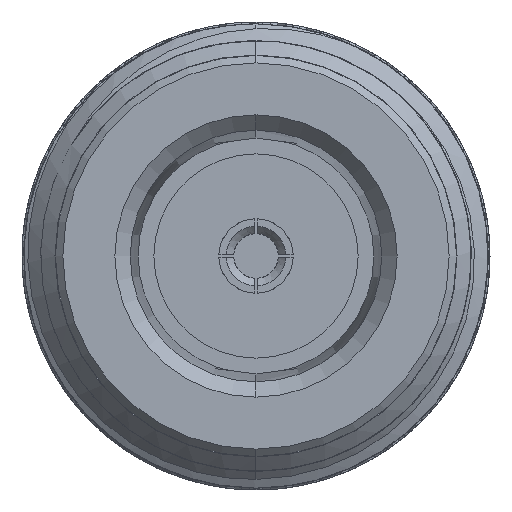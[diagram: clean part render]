
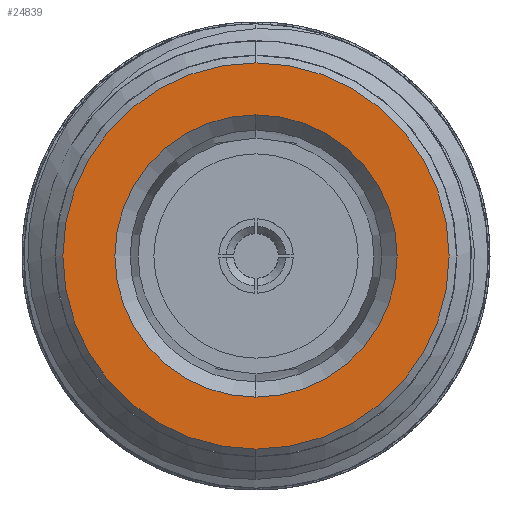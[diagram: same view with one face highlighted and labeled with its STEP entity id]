
A CAD part, left-side view. The second image highlights one B-rep face of the part: STEP entity #24839.
In plain terms, the highlighted planar face has unit normal (-1, 0, 0).
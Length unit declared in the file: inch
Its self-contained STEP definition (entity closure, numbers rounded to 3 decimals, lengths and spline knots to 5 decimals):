
#1993 = VERTEX_POINT ( 'NONE', #141879 ) ;
#3010 = EDGE_CURVE ( 'NONE', #1993, #34537, #29412, .T. ) ;
#3117 = VERTEX_POINT ( 'NONE', #165371 ) ;
#5666 = VERTEX_POINT ( 'NONE', #161399 ) ;
#14451 = DIRECTION ( 'NONE',  ( 0., 0., 1. ) ) ;
#14951 = CARTESIAN_POINT ( 'NONE',  ( 0., 0., 0. ) ) ;
#15694 = DIRECTION ( 'NONE',  ( 1., 0., 0. ) ) ;
#16054 = AXIS2_PLACEMENT_3D ( 'NONE', #19394, #75753, #177894 ) ;
#19394 = CARTESIAN_POINT ( 'NONE',  ( 0., 0., 0. ) ) ;
#24839 = ADVANCED_FACE ( 'NONE', ( #139778, #101838 ), #98709, .T. ) ;
#27413 = DIRECTION ( 'NONE',  ( -1., 0., 0. ) ) ;
#29412 = CIRCLE ( 'NONE', #16054, 0.26 ) ;
#32342 = ORIENTED_EDGE ( 'NONE', *, *, #113282, .T. ) ;
#34537 = VERTEX_POINT ( 'NONE', #60503 ) ;
#52547 = EDGE_CURVE ( 'NONE', #5666, #3117, #170783, .T. ) ;
#60503 = CARTESIAN_POINT ( 'NONE',  ( 0., 0., 0.26 ) ) ;
#62039 = EDGE_CURVE ( 'NONE', #3117, #5666, #84460, .T. ) ;
#67654 = EDGE_LOOP ( 'NONE', ( #154740, #70413 ) ) ;
#70413 = ORIENTED_EDGE ( 'NONE', *, *, #62039, .T. ) ;
#75753 = DIRECTION ( 'NONE',  ( -1., 0., 0. ) ) ;
#84460 = CIRCLE ( 'NONE', #114440, 0.19 ) ;
#85167 = AXIS2_PLACEMENT_3D ( 'NONE', #88858, #15694, #14451 ) ;
#86227 = DIRECTION ( 'NONE',  ( 0., 0., 1. ) ) ;
#88858 = CARTESIAN_POINT ( 'NONE',  ( 0., 0., 0. ) ) ;
#94626 = CIRCLE ( 'NONE', #146700, 0.26 ) ;
#98709 = PLANE ( 'NONE',  #140458 ) ;
#100350 = CARTESIAN_POINT ( 'NONE',  ( 0., 0., 0. ) ) ;
#101838 = FACE_BOUND ( 'NONE', #67654, .T. ) ;
#113282 = EDGE_CURVE ( 'NONE', #34537, #1993, #94626, .T. ) ;
#114440 = AXIS2_PLACEMENT_3D ( 'NONE', #146738, #145520, #161055 ) ;
#134397 = ORIENTED_EDGE ( 'NONE', *, *, #3010, .T. ) ;
#139778 = FACE_OUTER_BOUND ( 'NONE', #178853, .T. ) ;
#140458 = AXIS2_PLACEMENT_3D ( 'NONE', #14951, #27413, #86227 ) ;
#141879 = CARTESIAN_POINT ( 'NONE',  ( 0., 0., -0.26 ) ) ;
#145520 = DIRECTION ( 'NONE',  ( 1., 0., 0. ) ) ;
#146700 = AXIS2_PLACEMENT_3D ( 'NONE', #100350, #171417, #172036 ) ;
#146738 = CARTESIAN_POINT ( 'NONE',  ( 0., 0., 0. ) ) ;
#154740 = ORIENTED_EDGE ( 'NONE', *, *, #52547, .T. ) ;
#161055 = DIRECTION ( 'NONE',  ( 0., 0., 1. ) ) ;
#161399 = CARTESIAN_POINT ( 'NONE',  ( 0., 0., 0.19 ) ) ;
#165371 = CARTESIAN_POINT ( 'NONE',  ( 0., 0., -0.19 ) ) ;
#170783 = CIRCLE ( 'NONE', #85167, 0.19 ) ;
#171417 = DIRECTION ( 'NONE',  ( -1., 0., 0. ) ) ;
#172036 = DIRECTION ( 'NONE',  ( 0., 0., 1. ) ) ;
#177894 = DIRECTION ( 'NONE',  ( 0., 0., 1. ) ) ;
#178853 = EDGE_LOOP ( 'NONE', ( #134397, #32342 ) ) ;
